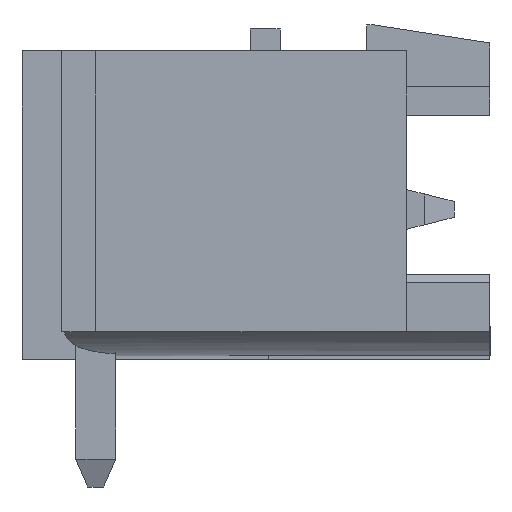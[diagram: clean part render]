
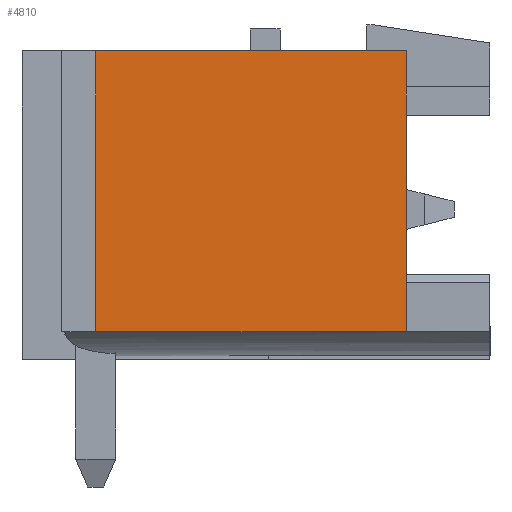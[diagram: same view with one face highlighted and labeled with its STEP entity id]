
A CAD part, left-side view. The second image highlights one B-rep face of the part: STEP entity #4810.
In plain terms, the highlighted planar face has unit normal (-1, 0, 0).
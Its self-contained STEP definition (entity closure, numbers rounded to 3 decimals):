
#4790=AXIS2_PLACEMENT_3D('Plane Axis2P3D',#4787,#4788,#4789) ;
#283=CARTESIAN_POINT('Vertex',(0.,9.9,10.95)) ;
#286=CARTESIAN_POINT('Line Origine',(0.,6.,10.95)) ;
#290=CARTESIAN_POINT('Vertex',(0.,2.1,10.95)) ;
#4772=CARTESIAN_POINT('Vertex',(0.,9.9,3.9)) ;
#4775=CARTESIAN_POINT('Line Origine',(0.,9.9,7.425)) ;
#4787=CARTESIAN_POINT('Axis2P3D Location',(0.,2.1,0.)) ;
#4792=CARTESIAN_POINT('Line Origine',(0.,6.,3.9)) ;
#4796=CARTESIAN_POINT('Vertex',(0.,2.1,3.9)) ;
#4799=CARTESIAN_POINT('Line Origine',(0.,2.1,7.425)) ;
#287=DIRECTION('Vector Direction',(0.,1.,0.)) ;
#4776=DIRECTION('Vector Direction',(0.,0.,1.)) ;
#4788=DIRECTION('Axis2P3D Direction',(1.,0.,0.)) ;
#4789=DIRECTION('Axis2P3D XDirection',(0.,1.,0.)) ;
#4793=DIRECTION('Vector Direction',(0.,1.,0.)) ;
#4800=DIRECTION('Vector Direction',(0.,0.,1.)) ;
#288=VECTOR('Line Direction',#287,1.) ;
#4777=VECTOR('Line Direction',#4776,1.) ;
#4794=VECTOR('Line Direction',#4793,1.) ;
#4801=VECTOR('Line Direction',#4800,1.) ;
#4805=ORIENTED_EDGE('',*,*,#4779,.F.) ;
#4806=ORIENTED_EDGE('',*,*,#4798,.T.) ;
#4807=ORIENTED_EDGE('',*,*,#4803,.T.) ;
#4808=ORIENTED_EDGE('',*,*,#292,.F.) ;
#4810=ADVANCED_FACE('Housing-B',(#4809),#4791,.F.) ;
#292=EDGE_CURVE('',#284,#291,#289,.F.) ;
#4779=EDGE_CURVE('',#4773,#284,#4778,.T.) ;
#4798=EDGE_CURVE('',#4773,#4797,#4795,.F.) ;
#4803=EDGE_CURVE('',#4797,#291,#4802,.T.) ;
#4804=EDGE_LOOP('',(#4805,#4806,#4807,#4808)) ;
#4809=FACE_OUTER_BOUND('',#4804,.T.) ;
#289=LINE('Line',#286,#288) ;
#4778=LINE('Line',#4775,#4777) ;
#4795=LINE('Line',#4792,#4794) ;
#4802=LINE('Line',#4799,#4801) ;
#4791=PLANE('',#4790) ;
#284=VERTEX_POINT('',#283) ;
#291=VERTEX_POINT('',#290) ;
#4773=VERTEX_POINT('',#4772) ;
#4797=VERTEX_POINT('',#4796) ;
